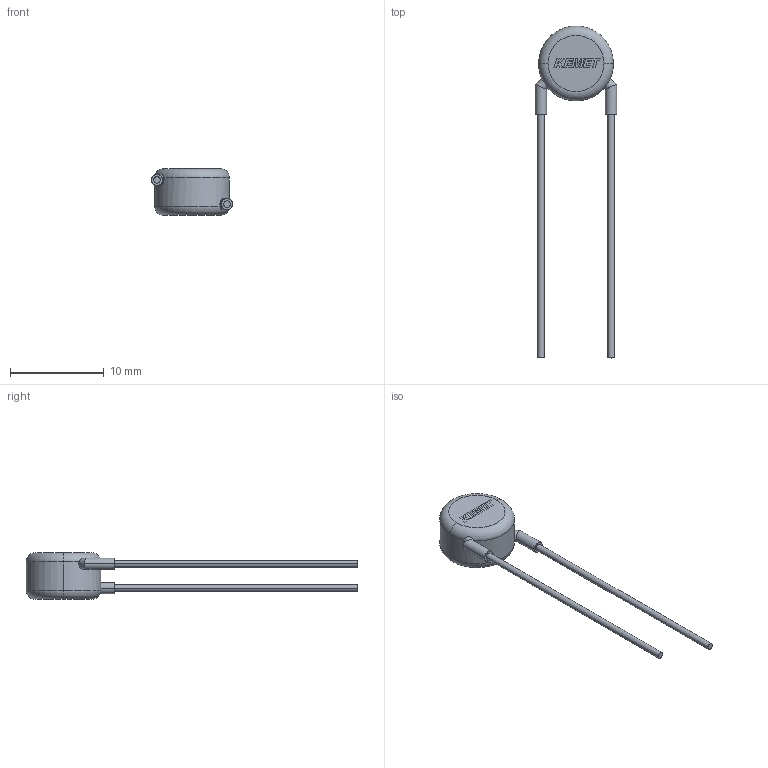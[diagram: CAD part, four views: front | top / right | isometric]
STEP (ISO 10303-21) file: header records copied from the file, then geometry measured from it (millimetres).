
FILE_DESCRIPTION (( 'STEP AP214' ), '1' );
FILE_NAME ('CCD_KST_8X5_D8T5S7.6LL26F0.7V2.1.STEP', '2025-03-24T17:30:55', ( '' ), ( '' ), 'SwSTEP 2.0', 'SolidWorks 2021', '' );
FILE_SCHEMA (( 'AUTOMOTIVE_DESIGN' ));
Length unit declared in the file: millimetre
Products named in the file (1): CCD_KST_8X5_D8T5S7.6LL26F0.7V2.1
Bounding box: 8.7 x 35.5 x 5 mm (x, y, z)
Volume: 269.1 mm3; surface area: 350.5 mm2
Topology: 4 solids, 4 shells, 81 faces, 205 edges, 134 vertices
Faces by surface type: plane 63, cylinder 14, torus 4
Entity records: 3329 total; most frequent: CARTESIAN_POINT 491, ORIENTED_EDGE 410, DIRECTION 383, EDGE_CURVE 205, LINE 167, VECTOR 167, VERTEX_POINT 134, AXIS2_PLACEMENT_3D 108
